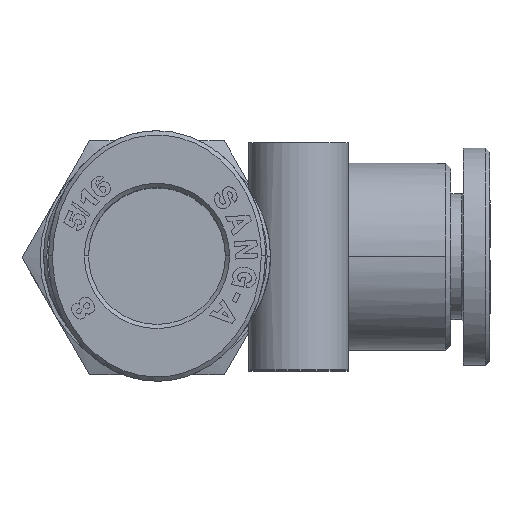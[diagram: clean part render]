
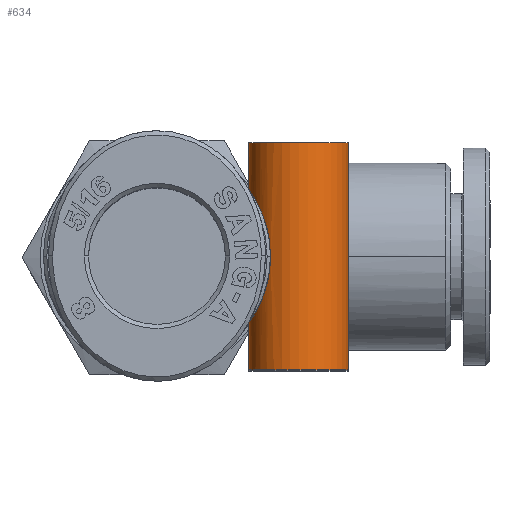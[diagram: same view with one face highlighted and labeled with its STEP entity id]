
A CAD part, top view. The second image highlights one B-rep face of the part: STEP entity #634.
In plain terms, the highlighted cylindrical face has radius 3 mm (diameter 6 mm), a partial arc.
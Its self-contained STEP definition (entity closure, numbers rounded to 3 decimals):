
#634 = ADVANCED_FACE ( 'NONE', ( #23921 ), #29113, .T. ) ;
#1827 = ORIENTED_EDGE ( 'NONE', *, *, #18478, .F. ) ;
#1971 = CARTESIAN_POINT ( 'NONE',  ( -10.882, -3.823, 5.574 ) ) ;
#2391 = DIRECTION ( 'NONE',  ( 0., 1., 0. ) ) ;
#2687 = CARTESIAN_POINT ( 'NONE',  ( -12.472, 0., 6.75 ) ) ;
#2778 = VERTEX_POINT ( 'NONE', #18542 ) ;
#3282 = CARTESIAN_POINT ( 'NONE',  ( -12.464, -0.456, 6.739 ) ) ;
#4338 = ORIENTED_EDGE ( 'NONE', *, *, #35355, .T. ) ;
#5455 = VERTEX_POINT ( 'NONE', #23274 ) ;
#5464 = CARTESIAN_POINT ( 'NONE',  ( -11.572, -3.315, 5.89 ) ) ;
#5832 = ORIENTED_EDGE ( 'NONE', *, *, #16712, .T. ) ;
#6118 = AXIS2_PLACEMENT_3D ( 'NONE', #29567, #16790, #29855 ) ;
#6214 = CARTESIAN_POINT ( 'NONE',  ( -12.108, 2.409, 6.312 ) ) ;
#7375 = ORIENTED_EDGE ( 'NONE', *, *, #20362, .F. ) ;
#7481 = CARTESIAN_POINT ( 'NONE',  ( -10., 0., 5.45 ) ) ;
#7870 = EDGE_LOOP ( 'NONE', ( #34134, #4338, #5832, #28422, #7375, #35257, #1827 ) ) ;
#8495 = VECTOR ( 'NONE', #2391, 1000. ) ;
#8699 = CARTESIAN_POINT ( 'NONE',  ( -11.932, -2.798, 6.151 ) ) ;
#8889 = VERTEX_POINT ( 'NONE', #42454 ) ;
#9170 = CARTESIAN_POINT ( 'NONE',  ( -12.472, 0.457, 6.75 ) ) ;
#9267 = DIRECTION ( 'NONE',  ( 0., 1., 0. ) ) ;
#9299 = CARTESIAN_POINT ( 'NONE',  ( -12.339, 1.57, 6.57 ) ) ;
#10473 = EDGE_CURVE ( 'NONE', #38642, #5455, #20971, .T. ) ;
#11749 = CARTESIAN_POINT ( 'NONE',  ( -10., 0., 5.45 ) ) ;
#12069 = CARTESIAN_POINT ( 'NONE',  ( -12.179, -2.205, 6.386 ) ) ;
#12638 = DIRECTION ( 'NONE',  ( 0., 0., 1. ) ) ;
#12686 = CARTESIAN_POINT ( 'NONE',  ( -11.076, 3.721, 5.643 ) ) ;
#12805 = CARTESIAN_POINT ( 'NONE',  ( -12.472, -0.228, 6.75 ) ) ;
#12965 = CARTESIAN_POINT ( 'NONE',  ( -11.931, 2.798, 6.151 ) ) ;
#13159 = VECTOR ( 'NONE', #34076, 1000. ) ;
#13420 = DIRECTION ( 'NONE',  ( 0., 0., 1. ) ) ;
#15620 = VECTOR ( 'NONE', #22297, 1000. ) ;
#16157 = CARTESIAN_POINT ( 'NONE',  ( -10.454, 3.954, 5.482 ) ) ;
#16230 = CIRCLE ( 'NONE', #6118, 3. ) ;
#16423 = CARTESIAN_POINT ( 'NONE',  ( -12.407, -1.133, 6.659 ) ) ;
#16712 = EDGE_CURVE ( 'NONE', #2778, #42281, #24433, .T. ) ;
#16790 = DIRECTION ( 'NONE',  ( 0., -1., 0. ) ) ;
#17093 = EDGE_CURVE ( 'NONE', #37554, #22536, #22197, .T. ) ;
#18478 = EDGE_CURVE ( 'NONE', #5455, #37554, #41189, .T. ) ;
#18542 = CARTESIAN_POINT ( 'NONE',  ( -10., -6.8, 11.45 ) ) ;
#19487 = CARTESIAN_POINT ( 'NONE',  ( -10.562, 3.928, 5.501 ) ) ;
#20362 = EDGE_CURVE ( 'NONE', #22536, #8889, #23002, .T. ) ;
#20971 = LINE ( 'NONE', #11749, #8495 ) ;
#21933 = CARTESIAN_POINT ( 'NONE',  ( -10.23, -3.999, 5.45 ) ) ;
#22023 = AXIS2_PLACEMENT_3D ( 'NONE', #35561, #9267, #12638 ) ;
#22197 = B_SPLINE_CURVE_WITH_KNOTS ( 'NONE', 3,
 ( #42488, #9170, #22685, #9299, #32552, #42186, #6214, #12965, #22259, #25747, #28954, #12686, #35746, #19487, #16157, #35885, #38837, #29516 ),
 .UNSPECIFIED., .F., .F.,
 ( 4, 2, 2, 2, 2, 2, 2, 2, 4 ),
 ( 0.01, 0.011, 0.012, 0.013, 0.013, 0.014, 0.015, 0.015, 0.016 ),
 .UNSPECIFIED. ) ;
#22259 = CARTESIAN_POINT ( 'NONE',  ( -11.825, 2.982, 6.064 ) ) ;
#22297 = DIRECTION ( 'NONE',  ( 0., 1., 0. ) ) ;
#22418 = CARTESIAN_POINT ( 'NONE',  ( -10., 6.8, 11.45 ) ) ;
#22536 = VERTEX_POINT ( 'NONE', #40467 ) ;
#22685 = CARTESIAN_POINT ( 'NONE',  ( -12.442, 0.907, 6.704 ) ) ;
#23002 = LINE ( 'NONE', #7481, #13159 ) ;
#23274 = CARTESIAN_POINT ( 'NONE',  ( -10., -3.999, 5.45 ) ) ;
#23921 = FACE_OUTER_BOUND ( 'NONE', #7870, .T. ) ;
#24433 = LINE ( 'NONE', #26639, #15620 ) ;
#25747 = CARTESIAN_POINT ( 'NONE',  ( -11.571, 3.316, 5.89 ) ) ;
#26639 = CARTESIAN_POINT ( 'NONE',  ( -10., 0., 11.45 ) ) ;
#27044 = DIRECTION ( 'NONE',  ( 0., 1., 0. ) ) ;
#28422 = ORIENTED_EDGE ( 'NONE', *, *, #28985, .T. ) ;
#28624 = CARTESIAN_POINT ( 'NONE',  ( -11.423, -3.467, 5.802 ) ) ;
#28787 = CARTESIAN_POINT ( 'NONE',  ( -12.294, -1.786, 6.515 ) ) ;
#28945 = CARTESIAN_POINT ( 'NONE',  ( -12.472, 0., 6.75 ) ) ;
#28954 = CARTESIAN_POINT ( 'NONE',  ( -11.42, 3.469, 5.801 ) ) ;
#28985 = EDGE_CURVE ( 'NONE', #42281, #8889, #16230, .T. ) ;
#29113 = CYLINDRICAL_SURFACE ( 'NONE', #22023, 3. ) ;
#29516 = CARTESIAN_POINT ( 'NONE',  ( -10., 3.999, 5.45 ) ) ;
#29567 = CARTESIAN_POINT ( 'NONE',  ( -10., 6.8, 8.45 ) ) ;
#29855 = DIRECTION ( 'NONE',  ( 0., 0., 1. ) ) ;
#29881 = AXIS2_PLACEMENT_3D ( 'NONE', #32675, #27044, #13420 ) ;
#31053 = CARTESIAN_POINT ( 'NONE',  ( -10., -6.8, 5.45 ) ) ;
#31957 = CARTESIAN_POINT ( 'NONE',  ( -12.108, -2.41, 6.312 ) ) ;
#32552 = CARTESIAN_POINT ( 'NONE',  ( -12.294, 1.788, 6.514 ) ) ;
#32675 = CARTESIAN_POINT ( 'NONE',  ( -10., -6.8, 8.45 ) ) ;
#34076 = DIRECTION ( 'NONE',  ( 0., 1., 0. ) ) ;
#34134 = ORIENTED_EDGE ( 'NONE', *, *, #10473, .F. ) ;
#35041 = CIRCLE ( 'NONE', #29881, 3. ) ;
#35126 = CARTESIAN_POINT ( 'NONE',  ( -10., -3.999, 5.45 ) ) ;
#35257 = ORIENTED_EDGE ( 'NONE', *, *, #17093, .F. ) ;
#35355 = EDGE_CURVE ( 'NONE', #38642, #2778, #35041, .T. ) ;
#35561 = CARTESIAN_POINT ( 'NONE',  ( -10., 0., 8.45 ) ) ;
#35723 = CARTESIAN_POINT ( 'NONE',  ( -11.077, -3.721, 5.644 ) ) ;
#35746 = CARTESIAN_POINT ( 'NONE',  ( -10.878, 3.824, 5.573 ) ) ;
#35854 = CARTESIAN_POINT ( 'NONE',  ( -12.338, -1.572, 6.57 ) ) ;
#35885 = CARTESIAN_POINT ( 'NONE',  ( -10.23, 3.99, 5.457 ) ) ;
#36145 = CARTESIAN_POINT ( 'NONE',  ( -12.432, -0.908, 6.693 ) ) ;
#37554 = VERTEX_POINT ( 'NONE', #28945 ) ;
#38508 = CARTESIAN_POINT ( 'NONE',  ( -11.827, -2.979, 6.066 ) ) ;
#38642 = VERTEX_POINT ( 'NONE', #31053 ) ;
#38837 = CARTESIAN_POINT ( 'NONE',  ( -10.114, 3.999, 5.45 ) ) ;
#40467 = CARTESIAN_POINT ( 'NONE',  ( -10., 3.999, 5.45 ) ) ;
#41189 = B_SPLINE_CURVE_WITH_KNOTS ( 'NONE', 3,
 ( #35126, #21933, #42313, #1971, #35723, #28624, #5464, #38508, #8699, #31957, #12069, #28787, #35854, #16423, #36145, #3282, #12805, #2687 ),
 .UNSPECIFIED., .F., .F.,
 ( 4, 2, 2, 2, 2, 2, 2, 2, 4 ),
 ( 0.005, 0.005, 0.006, 0.007, 0.007, 0.008, 0.009, 0.009, 0.01 ),
 .UNSPECIFIED. ) ;
#42186 = CARTESIAN_POINT ( 'NONE',  ( -12.179, 2.207, 6.386 ) ) ;
#42281 = VERTEX_POINT ( 'NONE', #22418 ) ;
#42313 = CARTESIAN_POINT ( 'NONE',  ( -10.456, -3.963, 5.477 ) ) ;
#42454 = CARTESIAN_POINT ( 'NONE',  ( -10., 6.8, 5.45 ) ) ;
#42488 = CARTESIAN_POINT ( 'NONE',  ( -12.472, 0., 6.75 ) ) ;
